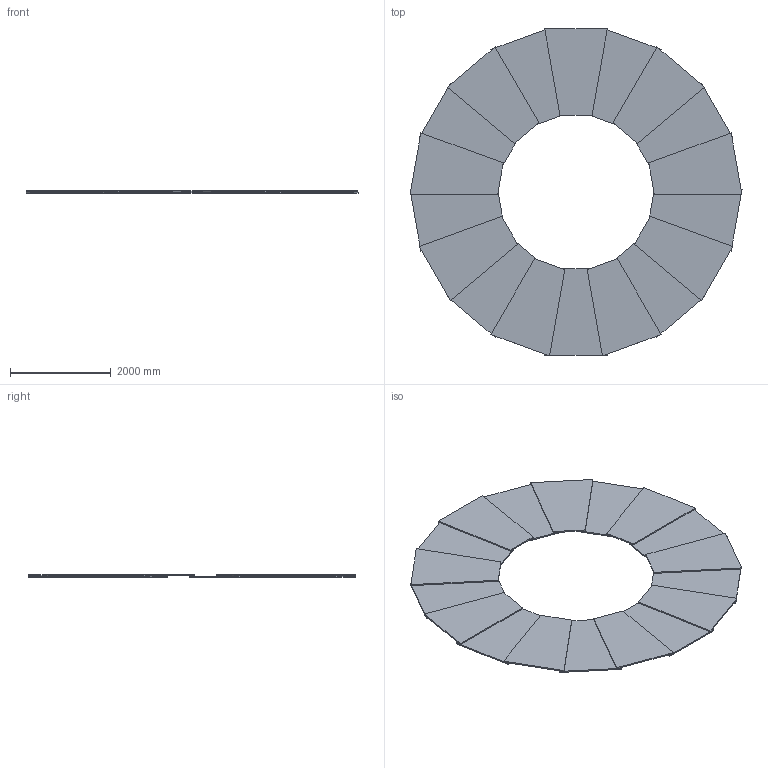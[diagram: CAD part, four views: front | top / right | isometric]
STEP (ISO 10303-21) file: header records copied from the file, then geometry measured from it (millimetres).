
FILE_DESCRIPTION (( 'STEP AP214' ), '1' );
FILE_NAME ('Assembly_Trapezoids_labels_RE31.STEP', '2016-11-22T13:15:55', ( '' ), ( '' ), 'SwSTEP 2.0', 'SolidWorks 2013', '' );
FILE_SCHEMA (( 'AUTOMOTIVE_DESIGN' ));
Length unit declared in the file: millimetre
Products named in the file (2): Assembly_Trapezoids_labels_RE31; Trapezoid2
Assembly tree (18 placements, depth 2):
  Assembly_Trapezoids_labels_RE31
    Trapezoid2  x18
Bounding box: 6603.48 x 6520.32 x 55 mm (x, y, z)
Volume: 727063650 mm3; surface area: 60581169.3 mm2
Topology: 18 solids, 18 shells, 108 faces, 216 edges, 144 vertices
Faces by surface type: plane 108
Entity records: 358 total; most frequent: DIRECTION 66, CARTESIAN_POINT 47, AXIS2_PLACEMENT_3D 27, ORIENTED_EDGE 24, PRODUCT_DEFINITION_SHAPE 20, CONTEXT_DEPENDENT_SHAPE_REPRESENTATION 18, ITEM_DEFINED_TRANSFORMATION 18, NEXT_ASSEMBLY_USAGE_OCCURRENCE 18
